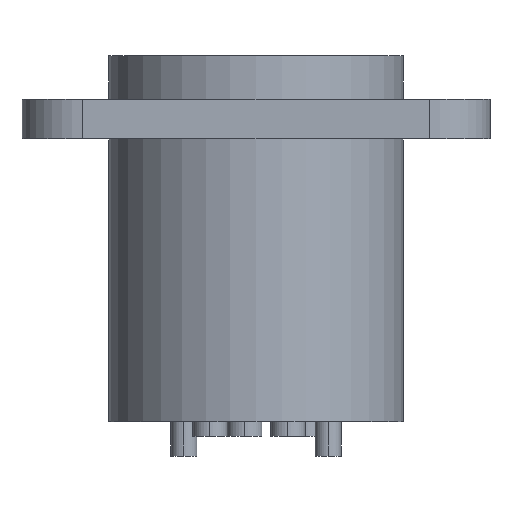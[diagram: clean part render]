
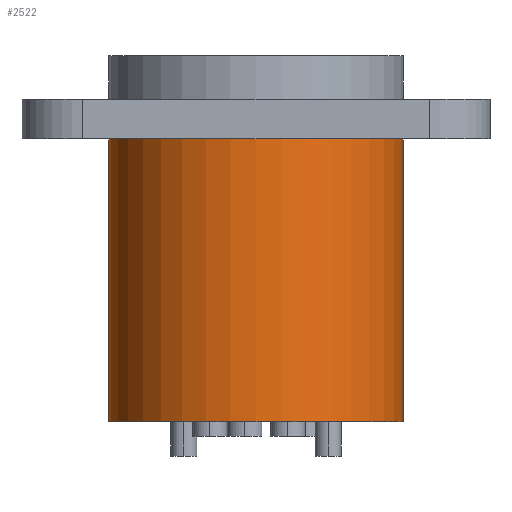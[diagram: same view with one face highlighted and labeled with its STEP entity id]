
A CAD part, left-side view. The second image highlights one B-rep face of the part: STEP entity #2522.
In plain terms, the highlighted cylindrical face has radius 8.5 mm (diameter 17 mm), a partial arc.
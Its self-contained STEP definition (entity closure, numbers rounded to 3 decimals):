
#708=CARTESIAN_POINT('',(0.,0.,0.));
#709=DIRECTION('',(0.,0.,1.));
#710=DIRECTION('',(0.,1.,0.));
#711=AXIS2_PLACEMENT_3D('',#708,#709,#710);
#774=CARTESIAN_POINT('',(0.,0.,-16.3));
#775=DIRECTION('',(0.,0.,1.));
#776=DIRECTION('',(0.,1.,0.));
#777=AXIS2_PLACEMENT_3D('',#774,#775,#776);
#779=DIRECTION('',(0.,0.,1.));
#780=VECTOR('',#779,16.3);
#781=CARTESIAN_POINT('',(0.,8.5,-16.3));
#782=LINE('',#781,#780);
#788=DIRECTION('',(0.,0.,1.));
#789=VECTOR('',#788,16.3);
#790=CARTESIAN_POINT('',(0.,-8.5,-16.3));
#791=LINE('',#790,#789);
#1408=CARTESIAN_POINT('',(0.,8.5,-16.3));
#1409=CARTESIAN_POINT('',(0.,8.5,0.));
#1410=VERTEX_POINT('',#1408);
#1411=VERTEX_POINT('',#1409);
#1428=CARTESIAN_POINT('',(0.,-8.5,-16.3));
#1429=CARTESIAN_POINT('',(0.,-8.5,0.));
#1430=VERTEX_POINT('',#1428);
#1431=VERTEX_POINT('',#1429);
#2508=CARTESIAN_POINT('',(0.,0.,-17.355));
#2509=DIRECTION('',(0.,0.,1.));
#2510=DIRECTION('',(0.,1.,0.));
#2511=AXIS2_PLACEMENT_3D('',#2508,#2509,#2510);
#2512=CYLINDRICAL_SURFACE('',#2511,8.5);
#2514=ORIENTED_EDGE('',*,*,#2513,.T.);
#2515=ORIENTED_EDGE('',*,*,#2501,.T.);
#2517=ORIENTED_EDGE('',*,*,#2516,.F.);
#2519=ORIENTED_EDGE('',*,*,#2518,.F.);
#2520=EDGE_LOOP('',(#2514,#2515,#2517,#2519));
#2521=FACE_OUTER_BOUND('',#2520,.F.);
#712=CIRCLE('',#711,8.5);
#778=CIRCLE('',#777,8.5);
#2501=EDGE_CURVE('',#1411,#1431,#712,.T.);
#2513=EDGE_CURVE('',#1410,#1411,#782,.T.);
#2516=EDGE_CURVE('',#1430,#1431,#791,.T.);
#2518=EDGE_CURVE('',#1410,#1430,#778,.T.);
#2522=ADVANCED_FACE('',(#2521),#2512,.T.);
